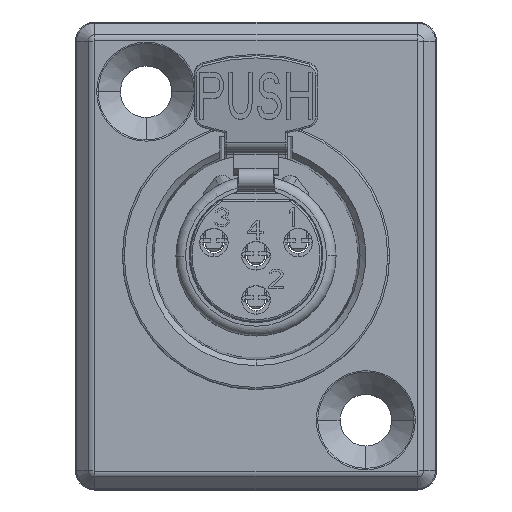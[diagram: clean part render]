
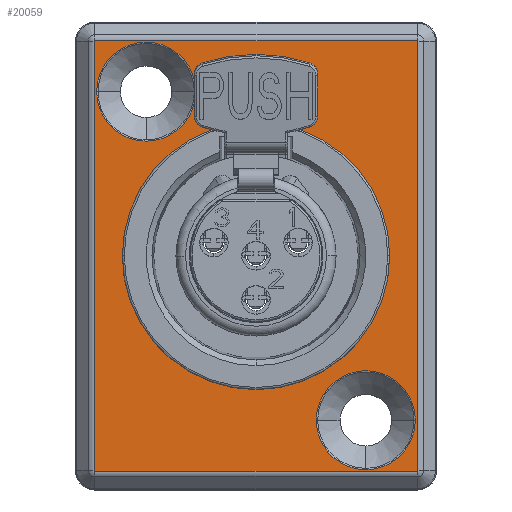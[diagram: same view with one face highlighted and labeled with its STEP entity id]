
A CAD part, top view. The second image highlights one B-rep face of the part: STEP entity #20059.
In plain terms, the highlighted planar face has unit normal (0, 0, 1).
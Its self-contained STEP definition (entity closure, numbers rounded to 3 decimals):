
#120 = FACE_BOUND ( 'NONE', #21586, .T. ) ;
#410 = EDGE_CURVE ( 'NONE', #15435, #1976, #26414, .T. ) ;
#980 = DIRECTION ( 'NONE',  ( 1., 0., 0. ) ) ;
#1205 = ORIENTED_EDGE ( 'NONE', *, *, #15441, .T. ) ;
#1225 = EDGE_CURVE ( 'NONE', #13610, #34569, #32256, .T. ) ;
#1238 = DIRECTION ( 'NONE',  ( -1., 0., 0. ) ) ;
#1514 = EDGE_CURVE ( 'NONE', #25005, #30579, #4837, .T. ) ;
#1536 = DIRECTION ( 'NONE',  ( 1., 0., 0. ) ) ;
#1662 = VECTOR ( 'NONE', #1536, 1000. ) ;
#1717 = VERTEX_POINT ( 'NONE', #24752 ) ;
#1720 = AXIS2_PLACEMENT_3D ( 'NONE', #14674, #11742, #1238 ) ;
#1759 = FACE_BOUND ( 'NONE', #26422, .T. ) ;
#1976 = VERTEX_POINT ( 'NONE', #33590 ) ;
#2572 = DIRECTION ( 'NONE',  ( -1., 0., 0. ) ) ;
#2644 = CARTESIAN_POINT ( 'NONE',  ( -8.341, 8.6, 0. ) ) ;
#2699 = CARTESIAN_POINT ( 'NONE',  ( 8.476, -11.25, 0. ) ) ;
#2705 = DIRECTION ( 'NONE',  ( -1., 0., 0. ) ) ;
#3143 = EDGE_CURVE ( 'NONE', #1717, #17680, #23275, .T. ) ;
#3547 = VECTOR ( 'NONE', #32603, 1000. ) ;
#3596 = DIRECTION ( 'NONE',  ( 1., 0., 0. ) ) ;
#3860 = DIRECTION ( 'NONE',  ( 0., 0., -1. ) ) ;
#4043 = CARTESIAN_POINT ( 'NONE',  ( -8.45, -11.276, 0. ) ) ;
#4837 = LINE ( 'NONE', #17928, #25528 ) ;
#4915 = ORIENTED_EDGE ( 'NONE', *, *, #3143, .T. ) ;
#4917 = VERTEX_POINT ( 'NONE', #2699 ) ;
#5031 = VERTEX_POINT ( 'NONE', #32625 ) ;
#5301 = AXIS2_PLACEMENT_3D ( 'NONE', #17868, #7117, #9248 ) ;
#5627 = EDGE_CURVE ( 'NONE', #19423, #25005, #29738, .T. ) ;
#5802 = DIRECTION ( 'NONE',  ( 0., -1., 0. ) ) ;
#5984 = FACE_OUTER_BOUND ( 'NONE', #32322, .T. ) ;
#6179 = CARTESIAN_POINT ( 'NONE',  ( 8.45, -11.276, 0. ) ) ;
#6297 = DIRECTION ( 'NONE',  ( 0., 0., 1. ) ) ;
#6447 = CARTESIAN_POINT ( 'NONE',  ( -8.45, 11.25, 0. ) ) ;
#7116 = CIRCLE ( 'NONE', #22556, 0.026 ) ;
#7117 = DIRECTION ( 'NONE',  ( 0., 0., 1. ) ) ;
#7184 = CARTESIAN_POINT ( 'NONE',  ( -8.45, -11.276, 0. ) ) ;
#8230 = EDGE_LOOP ( 'NONE', ( #24938, #19005 ) ) ;
#8779 = EDGE_CURVE ( 'NONE', #30579, #1717, #14378, .T. ) ;
#8907 = CARTESIAN_POINT ( 'NONE',  ( 8.476, 11.25, 0. ) ) ;
#9091 = PLANE ( 'NONE',  #30829 ) ;
#9248 = DIRECTION ( 'NONE',  ( 1., 0., 0. ) ) ;
#9331 = CARTESIAN_POINT ( 'NONE',  ( -3.159, 8.6, 0. ) ) ;
#9343 = CARTESIAN_POINT ( 'NONE',  ( 8.45, 11.25, 0. ) ) ;
#9998 = ORIENTED_EDGE ( 'NONE', *, *, #21638, .T. ) ;
#10301 = EDGE_CURVE ( 'NONE', #24259, #16922, #28233, .T. ) ;
#10441 = AXIS2_PLACEMENT_3D ( 'NONE', #33479, #17010, #17239 ) ;
#10952 = DIRECTION ( 'NONE',  ( 0., 0., -1. ) ) ;
#11111 = LINE ( 'NONE', #32715, #3547 ) ;
#11235 = DIRECTION ( 'NONE',  ( -1., 0., 0. ) ) ;
#11742 = DIRECTION ( 'NONE',  ( 0., 0., -1. ) ) ;
#11747 = EDGE_CURVE ( 'NONE', #5031, #32165, #25939, .T. ) ;
#11864 = FACE_BOUND ( 'NONE', #8230, .T. ) ;
#13290 = CARTESIAN_POINT ( 'NONE',  ( 0., 0., 0. ) ) ;
#13610 = VERTEX_POINT ( 'NONE', #2644 ) ;
#13823 = CARTESIAN_POINT ( 'NONE',  ( -8.45, -11.25, 0. ) ) ;
#14233 = DIRECTION ( 'NONE',  ( 0., 1., 0. ) ) ;
#14277 = CIRCLE ( 'NONE', #17577, 0.026 ) ;
#14378 = CIRCLE ( 'NONE', #26044, 0.026 ) ;
#14674 = CARTESIAN_POINT ( 'NONE',  ( 5.75, -8.6, 0. ) ) ;
#14842 = VECTOR ( 'NONE', #5802, 1000. ) ;
#15435 = VERTEX_POINT ( 'NONE', #16343 ) ;
#15441 = EDGE_CURVE ( 'NONE', #4917, #19423, #11111, .T. ) ;
#15755 = ORIENTED_EDGE ( 'NONE', *, *, #1225, .T. ) ;
#15973 = CARTESIAN_POINT ( 'NONE',  ( -8.45, 11.276, 0. ) ) ;
#16149 = CARTESIAN_POINT ( 'NONE',  ( -5.75, 8.6, 0. ) ) ;
#16343 = CARTESIAN_POINT ( 'NONE',  ( 7., 0., 0. ) ) ;
#16502 = AXIS2_PLACEMENT_3D ( 'NONE', #9343, #6297, #3596 ) ;
#16922 = VERTEX_POINT ( 'NONE', #6179 ) ;
#17010 = DIRECTION ( 'NONE',  ( 0., 0., -1. ) ) ;
#17172 = AXIS2_PLACEMENT_3D ( 'NONE', #20047, #3860, #17187 ) ;
#17187 = DIRECTION ( 'NONE',  ( 1., 0., 0. ) ) ;
#17239 = DIRECTION ( 'NONE',  ( 1., 0., 0. ) ) ;
#17577 = AXIS2_PLACEMENT_3D ( 'NONE', #23511, #26235, #17986 ) ;
#17680 = VERTEX_POINT ( 'NONE', #25808 ) ;
#17790 = CIRCLE ( 'NONE', #20855, 7. ) ;
#17868 = CARTESIAN_POINT ( 'NONE',  ( 0., 0., 0. ) ) ;
#17928 = CARTESIAN_POINT ( 'NONE',  ( 8.45, 11.276, 0. ) ) ;
#17959 = EDGE_CURVE ( 'NONE', #1976, #15435, #17790, .T. ) ;
#17986 = DIRECTION ( 'NONE',  ( 0., -1., 0. ) ) ;
#19005 = ORIENTED_EDGE ( 'NONE', *, *, #28060, .T. ) ;
#19423 = VERTEX_POINT ( 'NONE', #8907 ) ;
#20047 = CARTESIAN_POINT ( 'NONE',  ( -5.75, 8.6, 0. ) ) ;
#20059 = ADVANCED_FACE ( 'NONE', ( #5984, #120, #11864, #1759 ), #9091, .F. ) ;
#20716 = CARTESIAN_POINT ( 'NONE',  ( 8.341, -8.6, 0. ) ) ;
#20855 = AXIS2_PLACEMENT_3D ( 'NONE', #13290, #32031, #2572 ) ;
#20899 = DIRECTION ( 'NONE',  ( -1., 0., 0. ) ) ;
#21277 = ORIENTED_EDGE ( 'NONE', *, *, #17959, .F. ) ;
#21586 = EDGE_LOOP ( 'NONE', ( #15755, #32551 ) ) ;
#21638 = EDGE_CURVE ( 'NONE', #17680, #24259, #7116, .T. ) ;
#22556 = AXIS2_PLACEMENT_3D ( 'NONE', #13823, #32690, #11235 ) ;
#22871 = EDGE_CURVE ( 'NONE', #16922, #4917, #14277, .T. ) ;
#23012 = DIRECTION ( 'NONE',  ( 0., 0., -1. ) ) ;
#23275 = LINE ( 'NONE', #24315, #14842 ) ;
#23511 = CARTESIAN_POINT ( 'NONE',  ( 8.45, -11.25, 0. ) ) ;
#23551 = ORIENTED_EDGE ( 'NONE', *, *, #1514, .T. ) ;
#23603 = AXIS2_PLACEMENT_3D ( 'NONE', #16149, #10952, #2705 ) ;
#24259 = VERTEX_POINT ( 'NONE', #4043 ) ;
#24315 = CARTESIAN_POINT ( 'NONE',  ( -8.476, 11.25, 0. ) ) ;
#24752 = CARTESIAN_POINT ( 'NONE',  ( -8.476, 11.25, 0. ) ) ;
#24938 = ORIENTED_EDGE ( 'NONE', *, *, #11747, .T. ) ;
#25005 = VERTEX_POINT ( 'NONE', #31920 ) ;
#25052 = ORIENTED_EDGE ( 'NONE', *, *, #10301, .T. ) ;
#25094 = ORIENTED_EDGE ( 'NONE', *, *, #410, .F. ) ;
#25269 = EDGE_CURVE ( 'NONE', #34569, #13610, #28034, .T. ) ;
#25528 = VECTOR ( 'NONE', #20899, 1000. ) ;
#25808 = CARTESIAN_POINT ( 'NONE',  ( -8.476, -11.25, 0. ) ) ;
#25939 = CIRCLE ( 'NONE', #1720, 2.591 ) ;
#26044 = AXIS2_PLACEMENT_3D ( 'NONE', #6447, #33307, #14233 ) ;
#26235 = DIRECTION ( 'NONE',  ( 0., 0., 1. ) ) ;
#26414 = CIRCLE ( 'NONE', #5301, 7. ) ;
#26422 = EDGE_LOOP ( 'NONE', ( #21277, #25094 ) ) ;
#27820 = ORIENTED_EDGE ( 'NONE', *, *, #8779, .T. ) ;
#28034 = CIRCLE ( 'NONE', #17172, 2.591 ) ;
#28060 = EDGE_CURVE ( 'NONE', #32165, #5031, #34329, .T. ) ;
#28233 = LINE ( 'NONE', #7184, #1662 ) ;
#29738 = CIRCLE ( 'NONE', #16502, 0.026 ) ;
#29892 = ORIENTED_EDGE ( 'NONE', *, *, #22871, .T. ) ;
#30579 = VERTEX_POINT ( 'NONE', #15973 ) ;
#30829 = AXIS2_PLACEMENT_3D ( 'NONE', #30886, #23012, #980 ) ;
#30886 = CARTESIAN_POINT ( 'NONE',  ( 0., 0., 0. ) ) ;
#31920 = CARTESIAN_POINT ( 'NONE',  ( 8.45, 11.276, 0. ) ) ;
#32031 = DIRECTION ( 'NONE',  ( 0., 0., 1. ) ) ;
#32165 = VERTEX_POINT ( 'NONE', #20716 ) ;
#32256 = CIRCLE ( 'NONE', #23603, 2.591 ) ;
#32322 = EDGE_LOOP ( 'NONE', ( #4915, #9998, #25052, #29892, #1205, #34219, #23551, #27820 ) ) ;
#32551 = ORIENTED_EDGE ( 'NONE', *, *, #25269, .T. ) ;
#32603 = DIRECTION ( 'NONE',  ( 0., 1., 0. ) ) ;
#32625 = CARTESIAN_POINT ( 'NONE',  ( 3.159, -8.6, 0. ) ) ;
#32690 = DIRECTION ( 'NONE',  ( 0., 0., 1. ) ) ;
#32715 = CARTESIAN_POINT ( 'NONE',  ( 8.476, -11.25, 0. ) ) ;
#33307 = DIRECTION ( 'NONE',  ( 0., 0., 1. ) ) ;
#33479 = CARTESIAN_POINT ( 'NONE',  ( 5.75, -8.6, 0. ) ) ;
#33590 = CARTESIAN_POINT ( 'NONE',  ( -7., 0., 0. ) ) ;
#34219 = ORIENTED_EDGE ( 'NONE', *, *, #5627, .T. ) ;
#34329 = CIRCLE ( 'NONE', #10441, 2.591 ) ;
#34569 = VERTEX_POINT ( 'NONE', #9331 ) ;
